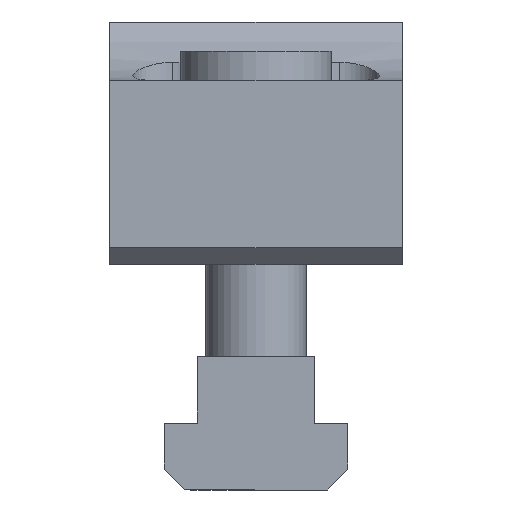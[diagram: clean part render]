
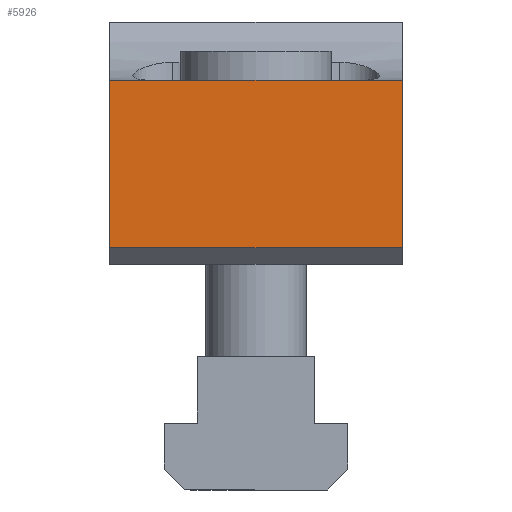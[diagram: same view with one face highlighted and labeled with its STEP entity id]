
A CAD part, left-side view. The second image highlights one B-rep face of the part: STEP entity #5926.
In plain terms, the highlighted planar face has unit normal (-1, 0, 0).
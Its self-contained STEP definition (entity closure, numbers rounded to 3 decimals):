
#92 = CARTESIAN_POINT ( 'NONE',  ( -40., 17.5, 2. ) ) ;
#1060 = EDGE_CURVE ( 'NONE', #4444, #4535, #6587, .T. ) ;
#1150 = EDGE_CURVE ( 'NONE', #4444, #4056, #6665, .T. ) ;
#1407 = VECTOR ( 'NONE', #5130, 1000. ) ;
#1538 = VECTOR ( 'NONE', #6015, 1000. ) ;
#1976 = VECTOR ( 'NONE', #5065, 1000. ) ;
#2179 = VERTEX_POINT ( 'NONE', #5216 ) ;
#2203 = LINE ( 'NONE', #92, #1538 ) ;
#2204 = ORIENTED_EDGE ( 'NONE', *, *, #1060, .F. ) ;
#2771 = EDGE_CURVE ( 'NONE', #4056, #2179, #2203, .T. ) ;
#2801 = CARTESIAN_POINT ( 'NONE',  ( -40., 17.5, 22. ) ) ;
#2816 = CARTESIAN_POINT ( 'NONE',  ( -40., 17.5, 22. ) ) ;
#2944 = DIRECTION ( 'NONE',  ( 0., -1., 0. ) ) ;
#3047 = EDGE_CURVE ( 'NONE', #4535, #2179, #3693, .T. ) ;
#3218 = CARTESIAN_POINT ( 'NONE',  ( -40., 17.5, 22. ) ) ;
#3250 = AXIS2_PLACEMENT_3D ( 'NONE', #2816, #6038, #3355 ) ;
#3355 = DIRECTION ( 'NONE',  ( 0., 0., 1. ) ) ;
#3388 = PLANE ( 'NONE',  #3250 ) ;
#3491 = ORIENTED_EDGE ( 'NONE', *, *, #3047, .F. ) ;
#3671 = VECTOR ( 'NONE', #2944, 1000. ) ;
#3693 = LINE ( 'NONE', #4197, #1407 ) ;
#3931 = CARTESIAN_POINT ( 'NONE',  ( -40., -17.5, 22. ) ) ;
#3968 = FACE_OUTER_BOUND ( 'NONE', #5180, .T. ) ;
#4056 = VERTEX_POINT ( 'NONE', #6613 ) ;
#4197 = CARTESIAN_POINT ( 'NONE',  ( -40., -17.5, 22. ) ) ;
#4219 = ORIENTED_EDGE ( 'NONE', *, *, #2771, .T. ) ;
#4444 = VERTEX_POINT ( 'NONE', #3218 ) ;
#4535 = VERTEX_POINT ( 'NONE', #3931 ) ;
#5065 = DIRECTION ( 'NONE',  ( 0., 0., -1. ) ) ;
#5130 = DIRECTION ( 'NONE',  ( 0., 0., -1. ) ) ;
#5168 = ORIENTED_EDGE ( 'NONE', *, *, #1150, .T. ) ;
#5180 = EDGE_LOOP ( 'NONE', ( #2204, #5168, #4219, #3491 ) ) ;
#5216 = CARTESIAN_POINT ( 'NONE',  ( -40., -17.5, 2. ) ) ;
#5926 = ADVANCED_FACE ( 'NONE', ( #3968 ), #3388, .T. ) ;
#6015 = DIRECTION ( 'NONE',  ( 0., -1., 0. ) ) ;
#6038 = DIRECTION ( 'NONE',  ( -1., 0., 0. ) ) ;
#6129 = CARTESIAN_POINT ( 'NONE',  ( -40., 17.5, 22. ) ) ;
#6587 = LINE ( 'NONE', #2801, #3671 ) ;
#6613 = CARTESIAN_POINT ( 'NONE',  ( -40., 17.5, 2. ) ) ;
#6665 = LINE ( 'NONE', #6129, #1976 ) ;
